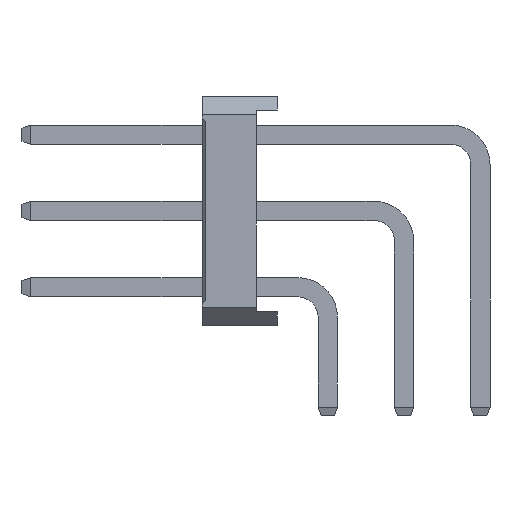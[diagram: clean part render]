
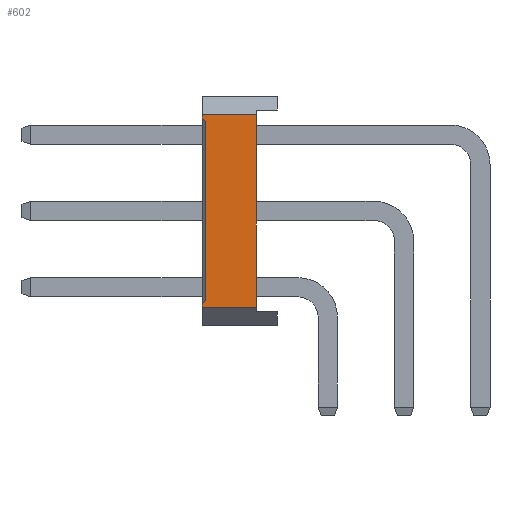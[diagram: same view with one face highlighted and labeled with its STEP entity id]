
A CAD part, left-side view. The second image highlights one B-rep face of the part: STEP entity #602.
In plain terms, the highlighted planar face has unit normal (-1, 0, 0).
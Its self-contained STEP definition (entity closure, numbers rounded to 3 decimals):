
#602=ADVANCED_FACE('',(#6485),#6487,.T.);
#6485=FACE_BOUND('',#6486,.T.);
#6486=EDGE_LOOP('',(#11267,#11268,#11269,#11270,#11271,#11272,#11273,#11274));
#6487=PLANE('',#6488);
#6488=AXIS2_PLACEMENT_3D('',#6489,#6490,#6491);
#6489=CARTESIAN_POINT('',(-1.27,1.68,0.6));
#6490=DIRECTION('',(-1.,0.,0.));
#6491=DIRECTION('',(0.,0.,1.));
#11267=ORIENTED_EDGE('',*,*,#14352,.F.);
#11268=ORIENTED_EDGE('',*,*,#14353,.T.);
#11269=ORIENTED_EDGE('',*,*,#14354,.F.);
#11270=ORIENTED_EDGE('',*,*,#14019,.F.);
#11271=ORIENTED_EDGE('',*,*,#14355,.F.);
#11272=ORIENTED_EDGE('',*,*,#13850,.T.);
#11273=ORIENTED_EDGE('',*,*,#14351,.T.);
#11274=ORIENTED_EDGE('',*,*,#14023,.F.);
#13850=EDGE_CURVE('',#15456,#15454,#15457,.T.);
#14019=EDGE_CURVE('',#15792,#15794,#15795,.T.);
#14023=EDGE_CURVE('',#15800,#15802,#15803,.T.);
#14351=EDGE_CURVE('',#15454,#15802,#16397,.T.);
#14352=EDGE_CURVE('',#16398,#15800,#16399,.F.);
#14353=EDGE_CURVE('',#16398,#16400,#16401,.T.);
#14354=EDGE_CURVE('',#15794,#16400,#16402,.F.);
#14355=EDGE_CURVE('',#15456,#15792,#16403,.T.);
#15454=VERTEX_POINT('',#18064);
#15456=VERTEX_POINT('',#18068);
#15457=LINE('',#18069,#18070);
#15792=VERTEX_POINT('',#18740);
#15794=VERTEX_POINT('',#18744);
#15795=LINE('',#18745,#18746);
#15800=VERTEX_POINT('',#18756);
#15802=VERTEX_POINT('',#18760);
#15803=LINE('',#18761,#18762);
#16397=LINE('',#20039,#20040);
#16398=VERTEX_POINT('',#20042);
#16399=LINE('',#20043,#20044);
#16400=VERTEX_POINT('',#20046);
#16401=LINE('',#20047,#20048);
#16402=LINE('',#20050,#20051);
#16403=LINE('',#20053,#20054);
#18064=CARTESIAN_POINT('',(-1.27,2.38,7.02));
#18068=CARTESIAN_POINT('',(-1.27,2.38,0.6));
#18069=CARTESIAN_POINT('',(-1.27,2.38,0.6));
#18070=VECTOR('',#18071,1.);
#18071=DIRECTION('',(0.,0.,1.));
#18740=CARTESIAN_POINT('',(-1.27,4.18,0.6));
#18744=CARTESIAN_POINT('',(-1.27,4.18,0.72));
#18745=CARTESIAN_POINT('',(-1.27,4.18,0.6));
#18746=VECTOR('',#18747,1.);
#18747=DIRECTION('',(0.,0.,1.));
#18756=CARTESIAN_POINT('',(-1.27,4.18,6.9));
#18760=CARTESIAN_POINT('',(-1.27,4.18,7.02));
#18761=CARTESIAN_POINT('',(-1.27,4.18,6.9));
#18762=VECTOR('',#18763,1.);
#18763=DIRECTION('',(0.,0.,1.));
#20039=CARTESIAN_POINT('',(-1.27,2.38,7.02));
#20040=VECTOR('',#20041,1.);
#20041=DIRECTION('',(0.,1.,0.));
#20042=CARTESIAN_POINT('',(-1.27,4.08,6.8));
#20043=CARTESIAN_POINT('',(-1.27,4.18,6.9));
#20044=VECTOR('',#20045,1.);
#20045=DIRECTION('',(0.,-0.707,-0.707));
#20046=CARTESIAN_POINT('',(-1.27,4.08,0.82));
#20047=CARTESIAN_POINT('',(-1.27,4.08,6.8));
#20048=VECTOR('',#20049,1.);
#20049=DIRECTION('',(0.,0.,-1.));
#20050=CARTESIAN_POINT('',(-1.27,4.08,0.82));
#20051=VECTOR('',#20052,1.);
#20052=DIRECTION('',(0.,0.707,-0.707));
#20053=CARTESIAN_POINT('',(-1.27,2.38,0.6));
#20054=VECTOR('',#20055,1.);
#20055=DIRECTION('',(0.,1.,0.));
